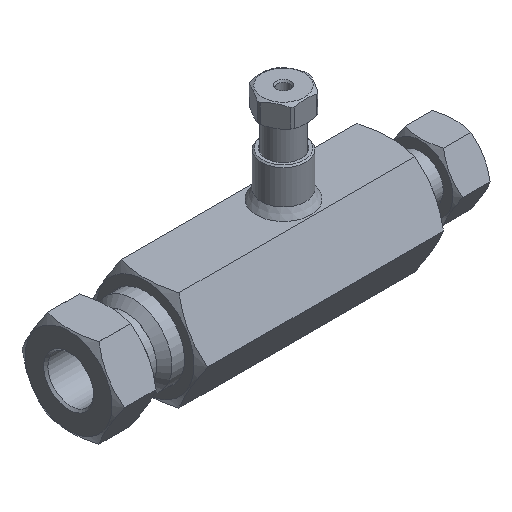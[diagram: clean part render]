
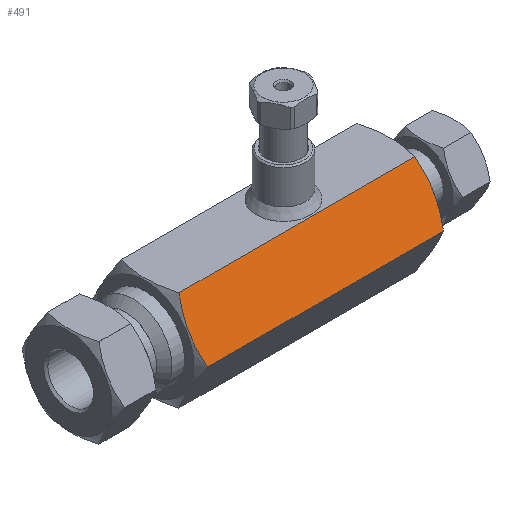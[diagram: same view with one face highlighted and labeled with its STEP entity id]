
A CAD part, isometric view. The second image highlights one B-rep face of the part: STEP entity #491.
In plain terms, the highlighted planar face has unit normal (0, -0.866, 0.5).
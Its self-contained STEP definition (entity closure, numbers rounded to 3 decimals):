
#213=CARTESIAN_POINT('',(0.727,-8.249,0.));
#214=VERTEX_POINT('',#213);
#228=CARTESIAN_POINT('',(0.727,-4.124,7.144));
#229=VERTEX_POINT('',#228);
#230=CARTESIAN_POINT('',(0.727,-8.249,0.));
#231=CARTESIAN_POINT('',(-0.464,-6.187,3.572));
#232=CARTESIAN_POINT('',(0.727,-4.124,7.144));
#240=(BOUNDED_CURVE()B_SPLINE_CURVE(2,(#230,#231,#232),.UNSPECIFIED.,.F.,.U.)B_SPLINE_CURVE_WITH_KNOTS((3,3),(0.,0.835),.UNSPECIFIED.)CURVE()GEOMETRIC_REPRESENTATION_ITEM()RATIONAL_B_SPLINE_CURVE((1.,1.155,1.))REPRESENTATION_ITEM(''));
#241=EDGE_CURVE('',#214,#229,#240,.T.);
#332=CARTESIAN_POINT('',(34.452,-4.124,7.144));
#333=VERTEX_POINT('',#332);
#334=CARTESIAN_POINT('',(34.452,-4.124,7.144));
#335=DIRECTION('',(-1.0,0.0,0.0));
#336=VECTOR('',#335,33.725);
#337=LINE('',#334,#336);
#338=EDGE_CURVE('',#333,#229,#337,.T.);
#461=CARTESIAN_POINT('',(0.,-1.687,11.366));
#462=DIRECTION('',(0.0,0.866,-0.5));
#463=DIRECTION('',(1.0,0.0,0.0));
#464=AXIS2_PLACEMENT_3D('',#461,#462,#463);
#465=PLANE('',#464);
#466=CARTESIAN_POINT('',(34.452,-8.249,0.));
#467=VERTEX_POINT('',#466);
#468=CARTESIAN_POINT('',(34.452,-8.249,0.));
#469=DIRECTION('',(-1.0,0.0,0.0));
#470=VECTOR('',#469,33.725);
#471=LINE('',#468,#470);
#472=EDGE_CURVE('',#467,#214,#471,.T.);
#473=ORIENTED_EDGE('',*,*,#472,.F.);
#474=CARTESIAN_POINT('',(34.452,-4.124,7.144));
#475=CARTESIAN_POINT('',(35.643,-6.187,3.572));
#476=CARTESIAN_POINT('',(34.452,-8.249,0.));
#484=(BOUNDED_CURVE()B_SPLINE_CURVE(2,(#474,#475,#476),.UNSPECIFIED.,.F.,.U.)B_SPLINE_CURVE_WITH_KNOTS((3,3),(0.,0.835),.UNSPECIFIED.)CURVE()GEOMETRIC_REPRESENTATION_ITEM()RATIONAL_B_SPLINE_CURVE((1.,1.155,1.))REPRESENTATION_ITEM(''));
#485=EDGE_CURVE('',#333,#467,#484,.T.);
#486=ORIENTED_EDGE('',*,*,#485,.F.);
#487=ORIENTED_EDGE('',*,*,#338,.T.);
#488=ORIENTED_EDGE('',*,*,#241,.F.);
#489=EDGE_LOOP('',(#473,#486,#487,#488));
#490=FACE_OUTER_BOUND('',#489,.T.);
#491=ADVANCED_FACE('',(#490),#465,.F.);
